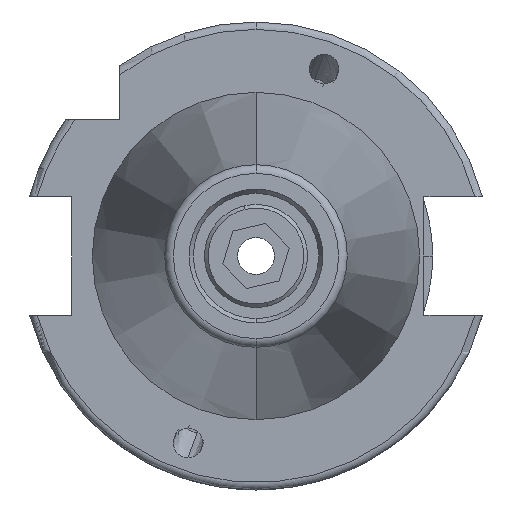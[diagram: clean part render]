
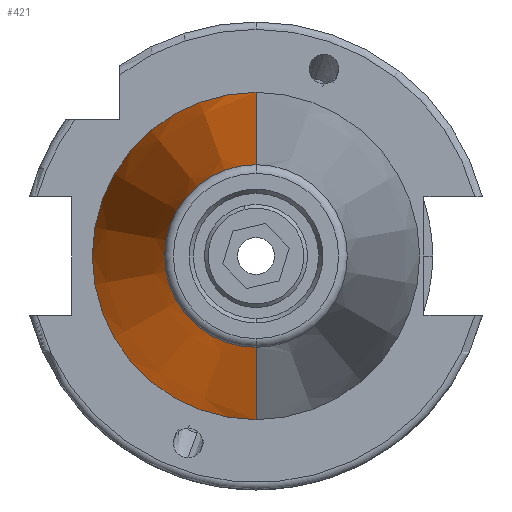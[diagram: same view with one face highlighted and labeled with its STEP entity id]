
A CAD part, left-side view. The second image highlights one B-rep face of the part: STEP entity #421.
In plain terms, the highlighted conical face has half-angle 8.297 degrees and reference radius 22.225 mm.
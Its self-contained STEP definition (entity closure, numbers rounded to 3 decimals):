
#194 = LINE ( 'NONE', #776, #2690 ) ;
#421 = ADVANCED_FACE ( 'NONE', ( #4588 ), #4409, .T. ) ;
#737 = EDGE_CURVE ( 'NONE', #4351, #4545, #3033, .T. ) ;
#776 = CARTESIAN_POINT ( 'NONE',  ( 0., -22.225, 0. ) ) ;
#1080 = CARTESIAN_POINT ( 'NONE',  ( 0., -22.225, 0. ) ) ;
#1211 = EDGE_LOOP ( 'NONE', ( #1214, #4476, #3226, #2248 ) ) ;
#1214 = ORIENTED_EDGE ( 'NONE', *, *, #2781, .F. ) ;
#1278 = DIRECTION ( 'NONE',  ( 1., 0., 0. ) ) ;
#1289 = AXIS2_PLACEMENT_3D ( 'NONE', #5129, #5152, #2377 ) ;
#1390 = DIRECTION ( 'NONE',  ( 0.99, 0.144, 0. ) ) ;
#1858 = LINE ( 'NONE', #4571, #4690 ) ;
#1959 = CARTESIAN_POINT ( 'NONE',  ( -67.373, -12.4, 0. ) ) ;
#2248 = ORIENTED_EDGE ( 'NONE', *, *, #6042, .F. ) ;
#2377 = DIRECTION ( 'NONE',  ( 0., -1., 0. ) ) ;
#2551 = VERTEX_POINT ( 'NONE', #4936 ) ;
#2624 = AXIS2_PLACEMENT_3D ( 'NONE', #6181, #3049, #6712 ) ;
#2690 = VECTOR ( 'NONE', #6577, 1000. ) ;
#2755 = VERTEX_POINT ( 'NONE', #1959 ) ;
#2781 = EDGE_CURVE ( 'NONE', #2755, #2551, #5325, .T. ) ;
#2885 = CARTESIAN_POINT ( 'NONE',  ( 0., 22.225, 0. ) ) ;
#3033 = CIRCLE ( 'NONE', #1289, 22.225 ) ;
#3049 = DIRECTION ( 'NONE',  ( -1., 0., 0. ) ) ;
#3226 = ORIENTED_EDGE ( 'NONE', *, *, #737, .T. ) ;
#4074 = EDGE_CURVE ( 'NONE', #2755, #4351, #194, .T. ) ;
#4279 = AXIS2_PLACEMENT_3D ( 'NONE', #5960, #1278, #4948 ) ;
#4351 = VERTEX_POINT ( 'NONE', #1080 ) ;
#4409 = CONICAL_SURFACE ( 'NONE', #4279, 22.225, 0.145 ) ;
#4476 = ORIENTED_EDGE ( 'NONE', *, *, #4074, .T. ) ;
#4545 = VERTEX_POINT ( 'NONE', #2885 ) ;
#4571 = CARTESIAN_POINT ( 'NONE',  ( 0., 22.225, 0. ) ) ;
#4588 = FACE_OUTER_BOUND ( 'NONE', #1211, .T. ) ;
#4690 = VECTOR ( 'NONE', #1390, 1000. ) ;
#4936 = CARTESIAN_POINT ( 'NONE',  ( -67.373, 12.4, 0. ) ) ;
#4948 = DIRECTION ( 'NONE',  ( 0., 1., 0. ) ) ;
#5129 = CARTESIAN_POINT ( 'NONE',  ( 0., 0., 0. ) ) ;
#5152 = DIRECTION ( 'NONE',  ( -1., 0., 0. ) ) ;
#5325 = CIRCLE ( 'NONE', #2624, 12.4 ) ;
#5960 = CARTESIAN_POINT ( 'NONE',  ( 0., 0., 0. ) ) ;
#6042 = EDGE_CURVE ( 'NONE', #2551, #4545, #1858, .T. ) ;
#6181 = CARTESIAN_POINT ( 'NONE',  ( -67.373, 0., 0. ) ) ;
#6577 = DIRECTION ( 'NONE',  ( 0.99, -0.144, 0. ) ) ;
#6712 = DIRECTION ( 'NONE',  ( 0., -1., 0. ) ) ;
